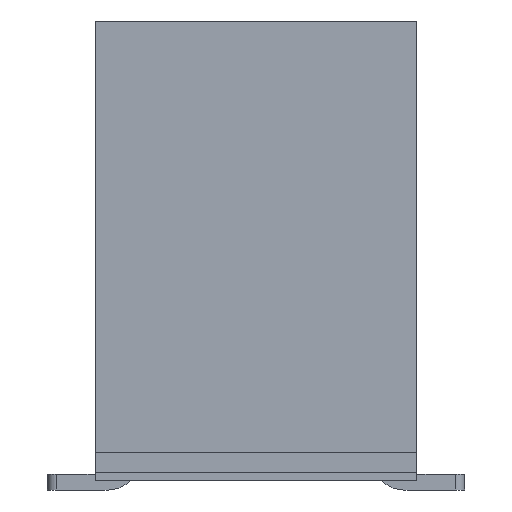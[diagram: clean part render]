
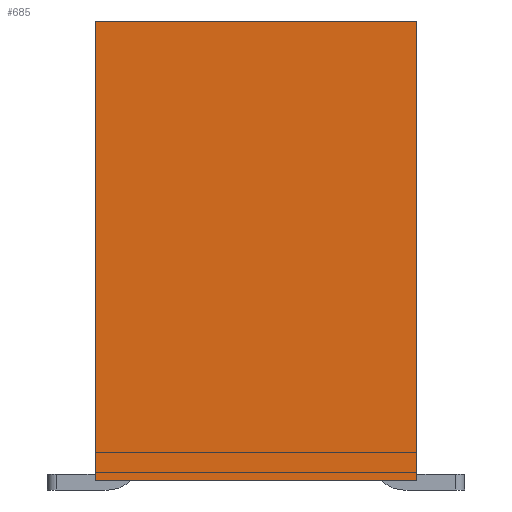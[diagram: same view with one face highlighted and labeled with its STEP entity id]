
A CAD part, left-side view. The second image highlights one B-rep face of the part: STEP entity #685.
In plain terms, the highlighted planar face has unit normal (-1, 0, 0).
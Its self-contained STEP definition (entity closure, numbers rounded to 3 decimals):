
#685=ADVANCED_FACE('',(#3349),#2043,.T.);
#2043=PLANE('',#26310);
#3349=FACE_OUTER_BOUND('',#4809,.T.);
#4809=EDGE_LOOP('',(#7066,#7067,#7068,#7069));
#7066=ORIENTED_EDGE('',*,*,#16782,.T.);
#7067=ORIENTED_EDGE('',*,*,#16713,.T.);
#7068=ORIENTED_EDGE('',*,*,#16848,.F.);
#7069=ORIENTED_EDGE('',*,*,#16849,.T.);
#14311=VERTEX_POINT('',#36339);
#14313=VERTEX_POINT('',#36343);
#14370=VERTEX_POINT('',#36471);
#14422=VERTEX_POINT('',#36590);
#16713=EDGE_CURVE('',#14311,#14313,#20417,.T.);
#16782=EDGE_CURVE('',#14370,#14311,#20486,.T.);
#16848=EDGE_CURVE('',#14422,#14313,#20552,.T.);
#16849=EDGE_CURVE('',#14422,#14370,#20553,.T.);
#20417=LINE('',#36344,#23705);
#20486=LINE('',#36470,#23774);
#20552=LINE('',#36589,#23840);
#20553=LINE('',#36591,#23841);
#23705=VECTOR('',#28820,1.);
#23774=VECTOR('',#28891,1.);
#23840=VECTOR('',#28959,1.);
#23841=VECTOR('',#28960,1.);
#26310=AXIS2_PLACEMENT_3D('',#36592,#28961,#28962);
#28820=DIRECTION('',(0.,1.,0.));
#28891=DIRECTION('',(0.,0.,1.));
#28959=DIRECTION('',(0.,0.,1.));
#28960=DIRECTION('',(0.,-1.,0.));
#28961=DIRECTION('',(-1.,0.,0.));
#28962=DIRECTION('',(0.,0.,1.));
#36339=CARTESIAN_POINT('',(0.,0.,6.8));
#36343=CARTESIAN_POINT('',(0.,5.08,6.8));
#36344=CARTESIAN_POINT('',(0.,2.54,6.8));
#36470=CARTESIAN_POINT('',(0.,0.,0.));
#36471=CARTESIAN_POINT('',(0.,0.,-0.45));
#36589=CARTESIAN_POINT('',(0.,5.08,0.));
#36590=CARTESIAN_POINT('',(0.,5.08,-0.45));
#36591=CARTESIAN_POINT('',(0.,5.08,-0.45));
#36592=CARTESIAN_POINT('',(0.,2.54,0.));
